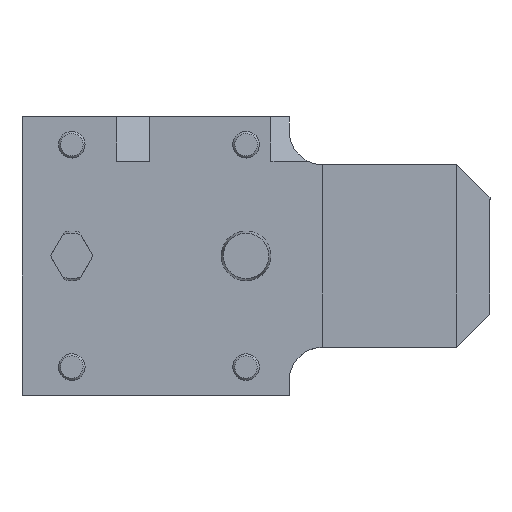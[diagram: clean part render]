
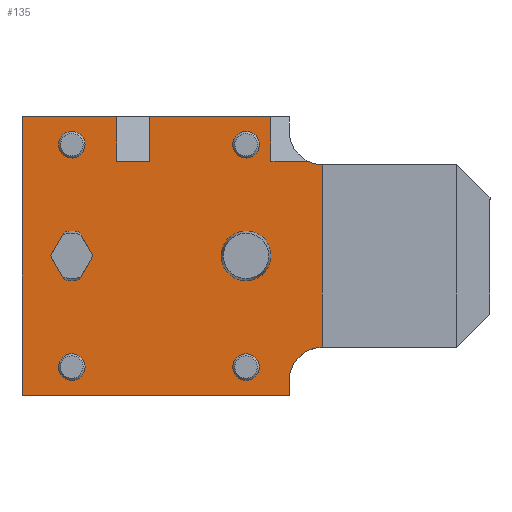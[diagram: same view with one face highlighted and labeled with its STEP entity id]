
A CAD part, top view. The second image highlights one B-rep face of the part: STEP entity #135.
In plain terms, the highlighted planar face has unit normal (0, 0, 1).
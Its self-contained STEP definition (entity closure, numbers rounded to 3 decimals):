
#135=ADVANCED_FACE('',(#259,#260,#261,#262,#263,#264,#265),#212,.F.);
#212=PLANE('',#1324);
#259=FACE_BOUND('',#298,.T.);
#260=FACE_BOUND('',#299,.T.);
#261=FACE_BOUND('',#300,.T.);
#262=FACE_BOUND('',#301,.T.);
#263=FACE_BOUND('',#302,.T.);
#264=FACE_BOUND('',#303,.T.);
#265=FACE_BOUND('',#304,.T.);
#298=EDGE_LOOP('',(#613,#614,#615,#616,#617,#618));
#299=EDGE_LOOP('',(#619));
#300=EDGE_LOOP('',(#620));
#301=EDGE_LOOP('',(#621));
#302=EDGE_LOOP('',(#622));
#303=EDGE_LOOP('',(#623,#624,#625,#626,#627,#628,#629,#630,#631,#632,#633,
#634,#635));
#304=EDGE_LOOP('',(#636));
#397=LINE('',#1825,#505);
#398=LINE('',#1827,#506);
#399=LINE('',#1831,#507);
#400=LINE('',#1833,#508);
#401=LINE('',#1842,#509);
#402=LINE('',#1845,#510);
#403=LINE('',#1847,#511);
#404=LINE('',#1849,#512);
#405=LINE('',#1851,#513);
#406=LINE('',#1853,#514);
#407=LINE('',#1855,#515);
#408=LINE('',#1859,#516);
#409=LINE('',#1863,#517);
#410=LINE('',#1865,#518);
#411=LINE('',#1867,#519);
#505=VECTOR('',#1453,1.);
#506=VECTOR('',#1454,1.);
#507=VECTOR('',#1457,1.);
#508=VECTOR('',#1458,1.);
#509=VECTOR('',#1467,1.);
#510=VECTOR('',#1468,1.);
#511=VECTOR('',#1469,1.);
#512=VECTOR('',#1470,1.);
#513=VECTOR('',#1471,1.);
#514=VECTOR('',#1472,1.);
#515=VECTOR('',#1473,1.);
#516=VECTOR('',#1476,1.);
#517=VECTOR('',#1479,1.);
#518=VECTOR('',#1480,1.);
#519=VECTOR('',#1481,1.);
#613=ORIENTED_EDGE('',*,*,#1064,.F.);
#614=ORIENTED_EDGE('',*,*,#1065,.T.);
#615=ORIENTED_EDGE('',*,*,#1066,.T.);
#616=ORIENTED_EDGE('',*,*,#1067,.F.);
#617=ORIENTED_EDGE('',*,*,#1068,.F.);
#618=ORIENTED_EDGE('',*,*,#1069,.F.);
#619=ORIENTED_EDGE('',*,*,#1070,.T.);
#620=ORIENTED_EDGE('',*,*,#1071,.T.);
#621=ORIENTED_EDGE('',*,*,#1072,.T.);
#622=ORIENTED_EDGE('',*,*,#1073,.T.);
#623=ORIENTED_EDGE('',*,*,#1074,.T.);
#624=ORIENTED_EDGE('',*,*,#1075,.T.);
#625=ORIENTED_EDGE('',*,*,#1076,.T.);
#626=ORIENTED_EDGE('',*,*,#1077,.F.);
#627=ORIENTED_EDGE('',*,*,#1078,.F.);
#628=ORIENTED_EDGE('',*,*,#1079,.F.);
#629=ORIENTED_EDGE('',*,*,#1080,.T.);
#630=ORIENTED_EDGE('',*,*,#1081,.F.);
#631=ORIENTED_EDGE('',*,*,#1082,.T.);
#632=ORIENTED_EDGE('',*,*,#1083,.F.);
#633=ORIENTED_EDGE('',*,*,#1084,.T.);
#634=ORIENTED_EDGE('',*,*,#1085,.T.);
#635=ORIENTED_EDGE('',*,*,#1086,.F.);
#636=ORIENTED_EDGE('',*,*,#1087,.F.);
#949=VERTEX_POINT('',#1823);
#950=VERTEX_POINT('',#1824);
#951=VERTEX_POINT('',#1826);
#952=VERTEX_POINT('',#1828);
#953=VERTEX_POINT('',#1830);
#954=VERTEX_POINT('',#1832);
#955=VERTEX_POINT('',#1835);
#956=VERTEX_POINT('',#1837);
#957=VERTEX_POINT('',#1839);
#958=VERTEX_POINT('',#1841);
#959=VERTEX_POINT('',#1843);
#960=VERTEX_POINT('',#1844);
#961=VERTEX_POINT('',#1846);
#962=VERTEX_POINT('',#1848);
#963=VERTEX_POINT('',#1850);
#964=VERTEX_POINT('',#1852);
#965=VERTEX_POINT('',#1854);
#966=VERTEX_POINT('',#1856);
#967=VERTEX_POINT('',#1858);
#968=VERTEX_POINT('',#1860);
#969=VERTEX_POINT('',#1862);
#970=VERTEX_POINT('',#1864);
#971=VERTEX_POINT('',#1866);
#972=VERTEX_POINT('',#1869);
#1064=EDGE_CURVE('',#949,#950,#1232,.T.);
#1065=EDGE_CURVE('',#949,#951,#397,.T.);
#1066=EDGE_CURVE('',#951,#952,#398,.T.);
#1067=EDGE_CURVE('',#953,#952,#1233,.T.);
#1068=EDGE_CURVE('',#954,#953,#399,.T.);
#1069=EDGE_CURVE('',#950,#954,#400,.T.);
#1070=EDGE_CURVE('',#955,#955,#1234,.T.);
#1071=EDGE_CURVE('',#956,#956,#1235,.T.);
#1072=EDGE_CURVE('',#957,#957,#1236,.T.);
#1073=EDGE_CURVE('',#958,#958,#1237,.T.);
#1074=EDGE_CURVE('',#959,#960,#401,.T.);
#1075=EDGE_CURVE('',#960,#961,#402,.T.);
#1076=EDGE_CURVE('',#961,#962,#403,.T.);
#1077=EDGE_CURVE('',#963,#962,#404,.T.);
#1078=EDGE_CURVE('',#964,#963,#405,.T.);
#1079=EDGE_CURVE('',#965,#964,#406,.T.);
#1080=EDGE_CURVE('',#965,#966,#407,.T.);
#1081=EDGE_CURVE('',#967,#966,#1238,.T.);
#1082=EDGE_CURVE('',#967,#968,#408,.T.);
#1083=EDGE_CURVE('',#969,#968,#1239,.T.);
#1084=EDGE_CURVE('',#969,#970,#409,.T.);
#1085=EDGE_CURVE('',#970,#971,#410,.T.);
#1086=EDGE_CURVE('',#959,#971,#411,.T.);
#1087=EDGE_CURVE('',#972,#972,#1240,.T.);
#1232=CIRCLE('',#1315,14.998);
#1233=CIRCLE('',#1316,14.998);
#1234=CIRCLE('',#1317,8.);
#1235=CIRCLE('',#1318,8.);
#1236=CIRCLE('',#1319,8.);
#1237=CIRCLE('',#1320,8.);
#1238=CIRCLE('',#1321,20.);
#1239=CIRCLE('',#1322,20.);
#1240=CIRCLE('',#1323,14.998);
#1315=AXIS2_PLACEMENT_3D('',#1822,#1451,#1452);
#1316=AXIS2_PLACEMENT_3D('',#1829,#1455,#1456);
#1317=AXIS2_PLACEMENT_3D('',#1834,#1459,#1460);
#1318=AXIS2_PLACEMENT_3D('',#1836,#1461,#1462);
#1319=AXIS2_PLACEMENT_3D('',#1838,#1463,#1464);
#1320=AXIS2_PLACEMENT_3D('',#1840,#1465,#1466);
#1321=AXIS2_PLACEMENT_3D('',#1857,#1474,#1475);
#1322=AXIS2_PLACEMENT_3D('',#1861,#1477,#1478);
#1323=AXIS2_PLACEMENT_3D('',#1868,#1482,#1483);
#1324=AXIS2_PLACEMENT_3D('',#1870,#1484,#1485);
#1451=DIRECTION('',(0.,0.,1.));
#1452=DIRECTION('',(-1.,0.,0.));
#1453=DIRECTION('',(0.5,-0.866,0.));
#1454=DIRECTION('',(-0.5,-0.866,0.));
#1455=DIRECTION('',(0.,0.,1.));
#1456=DIRECTION('',(-1.,0.,0.));
#1457=DIRECTION('',(0.5,-0.866,0.));
#1458=DIRECTION('',(-0.5,-0.866,0.));
#1459=DIRECTION('',(0.,0.,-1.));
#1460=DIRECTION('',(0.089,-0.996,0.));
#1461=DIRECTION('',(0.,0.,-1.));
#1462=DIRECTION('',(-0.105,-0.995,0.));
#1463=DIRECTION('',(0.,0.,-1.));
#1464=DIRECTION('',(-0.947,0.323,0.));
#1465=DIRECTION('',(0.,0.,-1.));
#1466=DIRECTION('',(0.201,-0.98,0.));
#1467=DIRECTION('',(0.,-1.,0.));
#1468=DIRECTION('',(-1.,0.,0.));
#1469=DIRECTION('',(0.,1.,0.));
#1470=DIRECTION('',(1.,0.,0.));
#1471=DIRECTION('',(0.,1.,0.));
#1472=DIRECTION('',(-1.,0.,0.));
#1473=DIRECTION('',(0.,1.,0.));
#1474=DIRECTION('',(0.,0.,1.));
#1475=DIRECTION('',(-0.707,0.707,0.));
#1476=DIRECTION('',(0.,1.,0.));
#1477=DIRECTION('',(0.,0.,1.));
#1478=DIRECTION('',(-0.707,-0.707,0.));
#1479=DIRECTION('',(-1.,0.,0.));
#1480=DIRECTION('',(0.,1.,0.));
#1481=DIRECTION('',(1.,0.,0.));
#1482=DIRECTION('',(0.,0.,1.));
#1483=DIRECTION('',(-1.,0.,0.));
#1484=DIRECTION('',(0.,0.,-1.));
#1485=DIRECTION('',(-1.,0.,0.));
#1822=CARTESIAN_POINT('',(-105.,0.,0.));
#1823=CARTESIAN_POINT('',(-100.5,14.306,0.));
#1824=CARTESIAN_POINT('',(-109.5,14.306,0.));
#1825=CARTESIAN_POINT('',(-66.557,-44.484,0.));
#1826=CARTESIAN_POINT('',(-92.24,0.,0.));
#1827=CARTESIAN_POINT('',(-139.303,-81.516,0.));
#1828=CARTESIAN_POINT('',(-100.5,-14.306,0.));
#1829=CARTESIAN_POINT('',(-105.,0.,0.));
#1830=CARTESIAN_POINT('',(-109.5,-14.306,0.));
#1831=CARTESIAN_POINT('',(-85.697,-55.535,0.));
#1832=CARTESIAN_POINT('',(-117.76,0.,0.));
#1833=CARTESIAN_POINT('',(-158.443,-70.465,0.));
#1834=CARTESIAN_POINT('',(0.,-67.,0.));
#1835=CARTESIAN_POINT('',(0.714,-74.968,0.));
#1836=CARTESIAN_POINT('',(-105.,-67.,0.));
#1837=CARTESIAN_POINT('',(-105.836,-74.956,0.));
#1838=CARTESIAN_POINT('',(0.,67.,0.));
#1839=CARTESIAN_POINT('',(-7.572,69.58,0.));
#1840=CARTESIAN_POINT('',(-105.,67.,0.));
#1841=CARTESIAN_POINT('',(-103.391,59.163,0.));
#1842=CARTESIAN_POINT('',(-58.,84.,0.));
#1843=CARTESIAN_POINT('',(-58.,84.,0.));
#1844=CARTESIAN_POINT('',(-58.,57.,0.));
#1845=CARTESIAN_POINT('',(-58.,57.,0.));
#1846=CARTESIAN_POINT('',(-78.,57.,0.));
#1847=CARTESIAN_POINT('',(-78.,57.,0.));
#1848=CARTESIAN_POINT('',(-78.,84.,0.));
#1849=CARTESIAN_POINT('',(-135.,84.,0.));
#1850=CARTESIAN_POINT('',(-135.,84.,0.));
#1851=CARTESIAN_POINT('',(-135.,-84.,0.));
#1852=CARTESIAN_POINT('',(-135.,-84.,0.));
#1853=CARTESIAN_POINT('',(26.,-84.,0.));
#1854=CARTESIAN_POINT('',(26.,-84.,0.));
#1855=CARTESIAN_POINT('',(26.,-84.,0.));
#1856=CARTESIAN_POINT('',(26.,-75.,0.));
#1857=CARTESIAN_POINT('',(46.,-75.,0.));
#1858=CARTESIAN_POINT('',(46.,-55.,0.));
#1859=CARTESIAN_POINT('',(46.,-55.,0.));
#1860=CARTESIAN_POINT('',(46.,55.,0.));
#1861=CARTESIAN_POINT('',(46.,75.,0.));
#1862=CARTESIAN_POINT('',(37.282,57.,0.));
#1863=CARTESIAN_POINT('',(37.282,57.,0.));
#1864=CARTESIAN_POINT('',(15.,57.,0.));
#1865=CARTESIAN_POINT('',(15.,57.,0.));
#1866=CARTESIAN_POINT('',(15.,84.,0.));
#1867=CARTESIAN_POINT('',(-58.,84.,0.));
#1868=CARTESIAN_POINT('',(0.,0.,0.));
#1869=CARTESIAN_POINT('',(-14.998,0.,0.));
#1870=CARTESIAN_POINT('',(-135.,-84.,0.));
